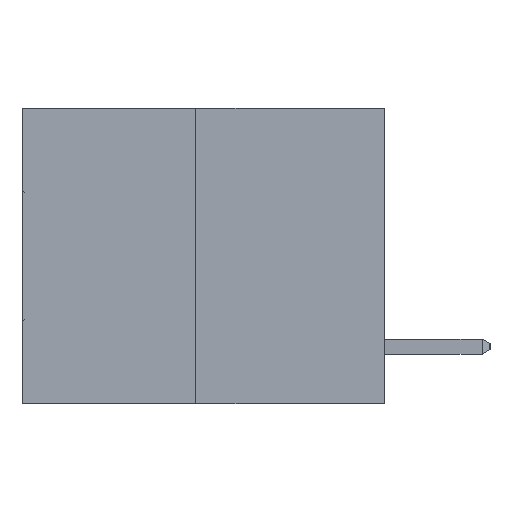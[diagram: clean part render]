
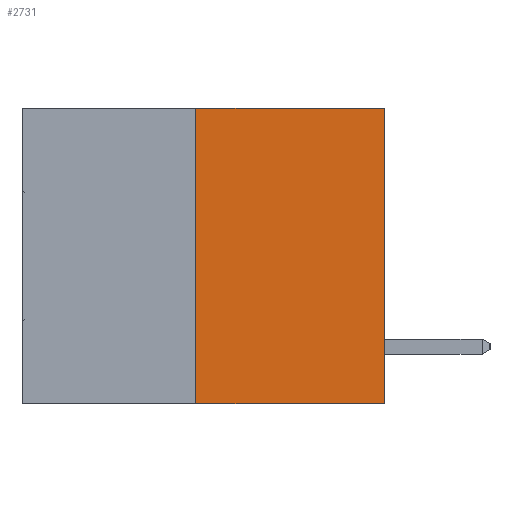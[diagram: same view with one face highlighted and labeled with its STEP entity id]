
A CAD part, left-side view. The second image highlights one B-rep face of the part: STEP entity #2731.
In plain terms, the highlighted planar face has unit normal (-1, 0, 0).
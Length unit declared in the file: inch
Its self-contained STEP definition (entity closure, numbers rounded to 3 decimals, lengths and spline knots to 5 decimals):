
#2731 = ADVANCED_FACE ( 'NONE', ( #16967 ), #24758, .F. ) ;
#3375 = VECTOR ( 'NONE', #14608, 39.37008 ) ;
#4082 = CARTESIAN_POINT ( 'NONE',  ( 0., 0.312, -0.49 ) ) ;
#5700 = VECTOR ( 'NONE', #18627, 39.37008 ) ;
#6168 = CARTESIAN_POINT ( 'NONE',  ( 0., 0.6, 0. ) ) ;
#7320 = LINE ( 'NONE', #4082, #8854 ) ;
#7459 = CARTESIAN_POINT ( 'NONE',  ( 0., 0.312, -0.49 ) ) ;
#8086 = VERTEX_POINT ( 'NONE', #17038 ) ;
#8177 = VERTEX_POINT ( 'NONE', #20673 ) ;
#8854 = VECTOR ( 'NONE', #9422, 39.37008 ) ;
#9091 = EDGE_LOOP ( 'NONE', ( #11922, #28381, #19575, #25156 ) ) ;
#9127 = EDGE_CURVE ( 'NONE', #29748, #8177, #26674, .T. ) ;
#9422 = DIRECTION ( 'NONE',  ( 0., 0., 1. ) ) ;
#9629 = EDGE_CURVE ( 'NONE', #26402, #29748, #7320, .T. ) ;
#11922 = ORIENTED_EDGE ( 'NONE', *, *, #9629, .F. ) ;
#12400 = LINE ( 'NONE', #26750, #3375 ) ;
#12512 = DIRECTION ( 'NONE',  ( 1., 0., 0. ) ) ;
#14608 = DIRECTION ( 'NONE',  ( 0., 0., 1. ) ) ;
#14609 = CARTESIAN_POINT ( 'NONE',  ( 0., 0.6, 0. ) ) ;
#15868 = EDGE_CURVE ( 'NONE', #26402, #8086, #19832, .T. ) ;
#16967 = FACE_OUTER_BOUND ( 'NONE', #9091, .T. ) ;
#17038 = CARTESIAN_POINT ( 'NONE',  ( 0., 0., -0.49 ) ) ;
#17046 = CARTESIAN_POINT ( 'NONE',  ( 0., 0.312, 0. ) ) ;
#18627 = DIRECTION ( 'NONE',  ( 0., -1., 0. ) ) ;
#19575 = ORIENTED_EDGE ( 'NONE', *, *, #31066, .T. ) ;
#19832 = LINE ( 'NONE', #31106, #5700 ) ;
#20673 = CARTESIAN_POINT ( 'NONE',  ( 0., 0., 0. ) ) ;
#24758 = PLANE ( 'NONE',  #25346 ) ;
#25156 = ORIENTED_EDGE ( 'NONE', *, *, #9127, .F. ) ;
#25346 = AXIS2_PLACEMENT_3D ( 'NONE', #14609, #12512, #32362 ) ;
#26402 = VERTEX_POINT ( 'NONE', #7459 ) ;
#26674 = LINE ( 'NONE', #6168, #32174 ) ;
#26750 = CARTESIAN_POINT ( 'NONE',  ( 0., 0., 0. ) ) ;
#28381 = ORIENTED_EDGE ( 'NONE', *, *, #15868, .T. ) ;
#29748 = VERTEX_POINT ( 'NONE', #17046 ) ;
#29809 = DIRECTION ( 'NONE',  ( 0., -1., 0. ) ) ;
#31066 = EDGE_CURVE ( 'NONE', #8086, #8177, #12400, .T. ) ;
#31106 = CARTESIAN_POINT ( 'NONE',  ( 0., 0.6, -0.49 ) ) ;
#32174 = VECTOR ( 'NONE', #29809, 39.37008 ) ;
#32362 = DIRECTION ( 'NONE',  ( 0., 0., -1. ) ) ;
